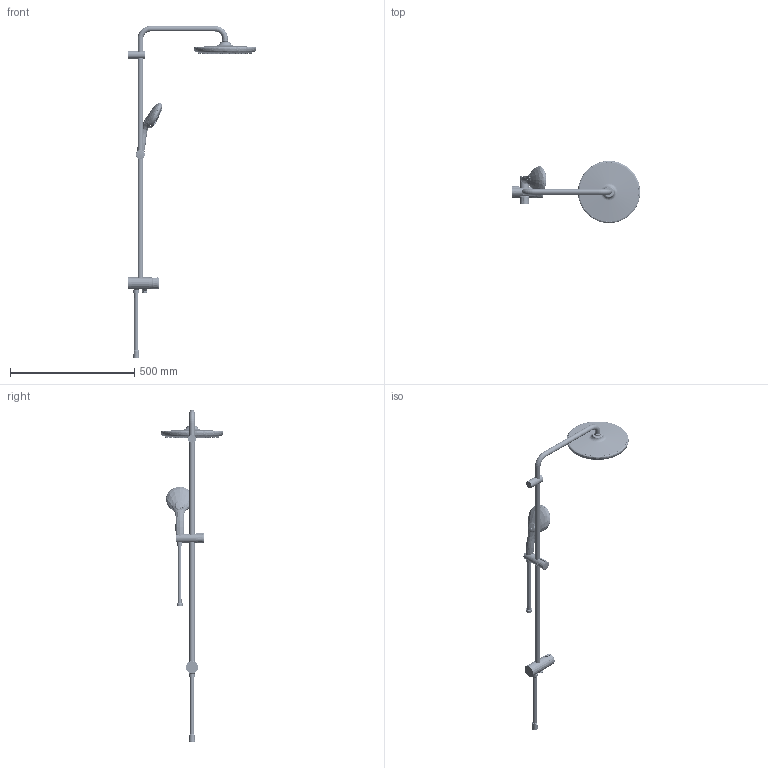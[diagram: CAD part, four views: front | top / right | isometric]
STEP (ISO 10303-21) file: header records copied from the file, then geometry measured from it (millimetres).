
FILE_DESCRIPTION(/* description */ ('Unknown'),/* implementation_level */ '2;1');
FILE_NAME(/* name */ '26675001',/* time_stamp */ '2023-04-25T14:01:31+02:00',/* author */ ('Unknown'),/* organization */ ('GROHE AG'),/* preprocessor_version */ 'ST-DEVELOPER v16.7',/* originating_system */ 'DEX',/* authorisation */ $);
FILE_SCHEMA (('AUTOMOTIVE_DESIGN {1 0 10303 214 3 1 1}'));
Products named in the file (1): 26675001 2
Bounding box: 515.53 x 249.97 x 1334.36 mm (x, y, z)
Surface area: 440149.4 mm2 (no closed solid volume)
Topology: 0 solids, 174 shells, 3792 faces, 10760 edges, 7517 vertices
Faces by surface type: bspline 1508, cone 682, cylinder 593, plane 536, torus 390, sphere 83
Full cylindrical faces by diameter (mm): 2 x126, 2.8 x66, 3.7 x1, 3.8 x126, 4.1 x6, 4.65 x54, 4.85 x22, 5.07 x12, 5.21 x3, 5.212 x12, 5.349 x6, 5.35 x3, 5.353 x10, 14.262 x2, 15 x4, 19.9 x2, 20.96 x1, 22 x5, 22.6 x2, 23 x3, 31.3 x1, 33.4 x2, 36 x2, 77.537 x1, 98.8 x1, 100.004 x1, 222.221 x1, 238.35 x1, 239.047 x1
Entity records: 245856 total; most frequent: CARTESIAN_POINT 152857, ORIENTED_EDGE 13640, DIRECTION 9619, EDGE_CURVE 7767, EDGE_LOOP 6264, FACE_BOUND 6264, VERTEX_POINT 6180, B_SPLINE_CURVE_WITH_KNOTS 4863
